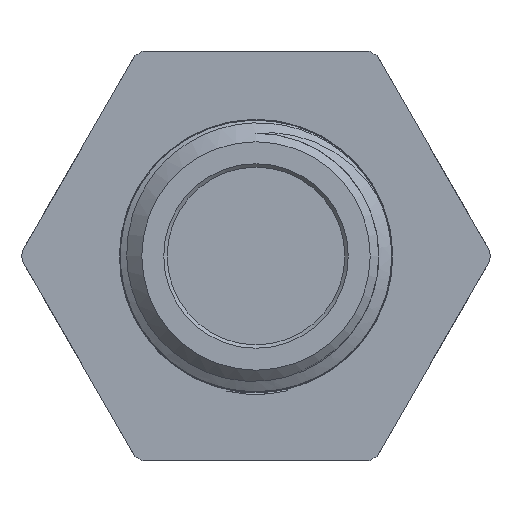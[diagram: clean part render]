
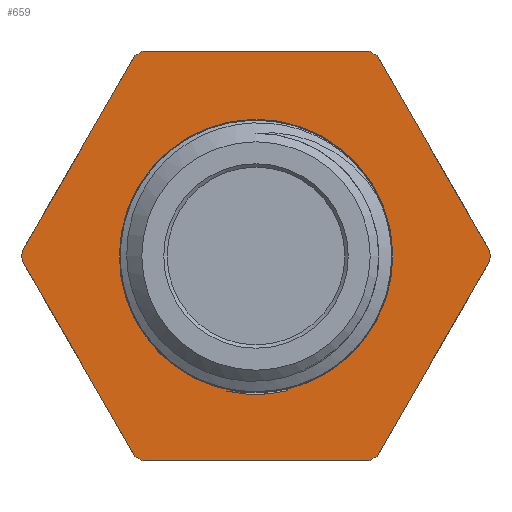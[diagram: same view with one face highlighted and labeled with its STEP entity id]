
A CAD part, left-side view. The second image highlights one B-rep face of the part: STEP entity #659.
In plain terms, the highlighted planar face has unit normal (-1, 0, 0).
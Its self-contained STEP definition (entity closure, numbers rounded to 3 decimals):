
#35=PLANE('',#732);
#43=LINE('',#5003,#65);
#44=LINE('',#5612,#66);
#48=LINE('',#5637,#70);
#51=LINE('',#5652,#73);
#54=LINE('',#5667,#76);
#57=LINE('',#5682,#79);
#60=LINE('',#5697,#82);
#65=VECTOR('',#788,10.);
#66=VECTOR('',#805,10.);
#70=VECTOR('',#811,10.);
#73=VECTOR('',#816,10.);
#76=VECTOR('',#821,10.);
#79=VECTOR('',#826,10.);
#82=VECTOR('',#831,10.);
#85=ELLIPSE('',#691,8.11,7.952);
#109=FACE_BOUND('',#200,.T.);
#151=FACE_OUTER_BOUND('',#199,.T.);
#199=EDGE_LOOP('',(#566,#567,#568,#569,#570,#571,#572,#573,#574,#575,#576,
#577));
#200=EDGE_LOOP('',(#578,#579,#580,#581));
#247=CIRCLE('',#692,8.105);
#248=CIRCLE('',#695,8.);
#262=CIRCLE('',#723,13.7);
#263=CIRCLE('',#725,13.7);
#264=CIRCLE('',#727,13.7);
#265=CIRCLE('',#729,13.7);
#266=CIRCLE('',#731,13.7);
#267=CIRCLE('',#733,13.7);
#292=VERTEX_POINT('',#4967);
#294=VERTEX_POINT('',#4973);
#296=VERTEX_POINT('',#4997);
#297=VERTEX_POINT('',#5001);
#301=VERTEX_POINT('',#5610);
#302=VERTEX_POINT('',#5611);
#309=VERTEX_POINT('',#5634);
#310=VERTEX_POINT('',#5636);
#314=VERTEX_POINT('',#5649);
#315=VERTEX_POINT('',#5651);
#319=VERTEX_POINT('',#5664);
#320=VERTEX_POINT('',#5666);
#324=VERTEX_POINT('',#5679);
#325=VERTEX_POINT('',#5681);
#329=VERTEX_POINT('',#5694);
#330=VERTEX_POINT('',#5696);
#362=EDGE_CURVE('',#294,#292,#85,.T.);
#365=EDGE_CURVE('',#296,#294,#247,.T.);
#368=EDGE_CURVE('',#297,#296,#43,.T.);
#369=EDGE_CURVE('',#292,#297,#248,.T.);
#375=EDGE_CURVE('',#301,#302,#44,.T.);
#383=EDGE_CURVE('',#310,#309,#48,.T.);
#388=EDGE_CURVE('',#315,#314,#51,.T.);
#393=EDGE_CURVE('',#320,#319,#54,.T.);
#398=EDGE_CURVE('',#325,#324,#57,.T.);
#403=EDGE_CURVE('',#330,#329,#60,.T.);
#415=EDGE_CURVE('',#330,#319,#262,.T.);
#416=EDGE_CURVE('',#320,#314,#263,.T.);
#417=EDGE_CURVE('',#315,#302,#264,.T.);
#418=EDGE_CURVE('',#325,#309,#265,.T.);
#419=EDGE_CURVE('',#310,#329,#266,.T.);
#420=EDGE_CURVE('',#301,#324,#267,.T.);
#566=ORIENTED_EDGE('',*,*,#375,.T.);
#567=ORIENTED_EDGE('',*,*,#417,.F.);
#568=ORIENTED_EDGE('',*,*,#388,.T.);
#569=ORIENTED_EDGE('',*,*,#416,.F.);
#570=ORIENTED_EDGE('',*,*,#393,.T.);
#571=ORIENTED_EDGE('',*,*,#415,.F.);
#572=ORIENTED_EDGE('',*,*,#403,.T.);
#573=ORIENTED_EDGE('',*,*,#419,.F.);
#574=ORIENTED_EDGE('',*,*,#383,.T.);
#575=ORIENTED_EDGE('',*,*,#418,.F.);
#576=ORIENTED_EDGE('',*,*,#398,.T.);
#577=ORIENTED_EDGE('',*,*,#420,.F.);
#578=ORIENTED_EDGE('',*,*,#362,.T.);
#579=ORIENTED_EDGE('',*,*,#369,.T.);
#580=ORIENTED_EDGE('',*,*,#368,.T.);
#581=ORIENTED_EDGE('',*,*,#365,.T.);
#659=ADVANCED_FACE('',(#151,#109),#35,.T.);
#691=AXIS2_PLACEMENT_3D('',#4974,#779,#780);
#692=AXIS2_PLACEMENT_3D('',#4998,#782,#783);
#695=AXIS2_PLACEMENT_3D('',#5005,#791,#792);
#723=AXIS2_PLACEMENT_3D('',#5715,#865,#866);
#725=AXIS2_PLACEMENT_3D('',#5717,#869,#870);
#727=AXIS2_PLACEMENT_3D('',#5719,#873,#874);
#729=AXIS2_PLACEMENT_3D('',#5721,#877,#878);
#731=AXIS2_PLACEMENT_3D('',#5723,#881,#882);
#732=AXIS2_PLACEMENT_3D('',#5724,#883,#884);
#733=AXIS2_PLACEMENT_3D('',#5725,#885,#886);
#779=DIRECTION('center_axis',(-1.,0.,0.));
#780=DIRECTION('ref_axis',(0.,-0.692,-0.722));
#782=DIRECTION('center_axis',(1.,0.,0.));
#783=DIRECTION('ref_axis',(0.,0.214,-0.977));
#788=DIRECTION('',(0.,-0.227,-0.974));
#791=DIRECTION('center_axis',(1.,0.,0.));
#792=DIRECTION('ref_axis',(0.,0.,-1.));
#805=DIRECTION('',(0.,0.5,-0.866));
#811=DIRECTION('',(0.,0.5,0.866));
#816=DIRECTION('',(0.,-0.5,-0.866));
#821=DIRECTION('',(0.,-1.,0.));
#826=DIRECTION('',(0.,1.,0.));
#831=DIRECTION('',(0.,-0.5,0.866));
#865=DIRECTION('center_axis',(1.,0.,0.));
#866=DIRECTION('ref_axis',(0.,0.,-1.));
#869=DIRECTION('center_axis',(1.,0.,0.));
#870=DIRECTION('ref_axis',(0.,0.,-1.));
#873=DIRECTION('center_axis',(1.,0.,0.));
#874=DIRECTION('ref_axis',(0.,0.,-1.));
#877=DIRECTION('center_axis',(1.,0.,0.));
#878=DIRECTION('ref_axis',(0.,0.,-1.));
#881=DIRECTION('center_axis',(1.,0.,0.));
#882=DIRECTION('ref_axis',(0.,0.,-1.));
#883=DIRECTION('center_axis',(-1.,0.,0.));
#884=DIRECTION('ref_axis',(0.,0.,1.));
#885=DIRECTION('center_axis',(1.,0.,0.));
#886=DIRECTION('ref_axis',(0.,0.,-1.));
#4967=CARTESIAN_POINT('',(-19.,-0.07,-8.));
#4973=CARTESIAN_POINT('',(-19.,1.737,-7.918));
#4974=CARTESIAN_POINT('Origin',(-19.,0.63,0.016));
#4997=CARTESIAN_POINT('',(-19.,-1.842,-7.892));
#4998=CARTESIAN_POINT('Origin',(-19.,0.005,0.));
#5001=CARTESIAN_POINT('',(-19.,-1.819,-7.791));
#5003=CARTESIAN_POINT('',(-19.,-0.516,-2.209));
#5005=CARTESIAN_POINT('Origin',(-19.,0.,0.));
#5610=CARTESIAN_POINT('',(-19.,7.087,11.724));
#5611=CARTESIAN_POINT('',(-19.,13.697,0.276));
#5612=CARTESIAN_POINT('',(-19.,13.757,0.172));
#5634=CARTESIAN_POINT('',(-19.,-7.087,11.724));
#5636=CARTESIAN_POINT('',(-19.,-13.697,0.276));
#5637=CARTESIAN_POINT('',(-19.,-7.027,11.828));
#5649=CARTESIAN_POINT('',(-19.,7.087,-11.724));
#5651=CARTESIAN_POINT('',(-19.,13.697,-0.276));
#5652=CARTESIAN_POINT('',(-19.,10.452,-5.896));
#5664=CARTESIAN_POINT('',(-19.,-6.61,-12.));
#5666=CARTESIAN_POINT('',(-19.,6.61,-12.));
#5667=CARTESIAN_POINT('',(-19.,3.545,-12.));
#5679=CARTESIAN_POINT('',(-19.,6.61,12.));
#5681=CARTESIAN_POINT('',(-19.,-6.61,12.));
#5682=CARTESIAN_POINT('',(-19.,10.155,12.));
#5694=CARTESIAN_POINT('',(-19.,-13.697,-0.276));
#5696=CARTESIAN_POINT('',(-19.,-7.087,-11.724));
#5697=CARTESIAN_POINT('',(-19.,-10.332,-6.104));
#5715=CARTESIAN_POINT('Origin',(-19.,0.,0.));
#5717=CARTESIAN_POINT('Origin',(-19.,0.,0.));
#5719=CARTESIAN_POINT('Origin',(-19.,0.,0.));
#5721=CARTESIAN_POINT('Origin',(-19.,0.,0.));
#5723=CARTESIAN_POINT('Origin',(-19.,0.,0.));
#5724=CARTESIAN_POINT('Origin',(-19.,13.7,0.));
#5725=CARTESIAN_POINT('Origin',(-19.,0.,0.));
